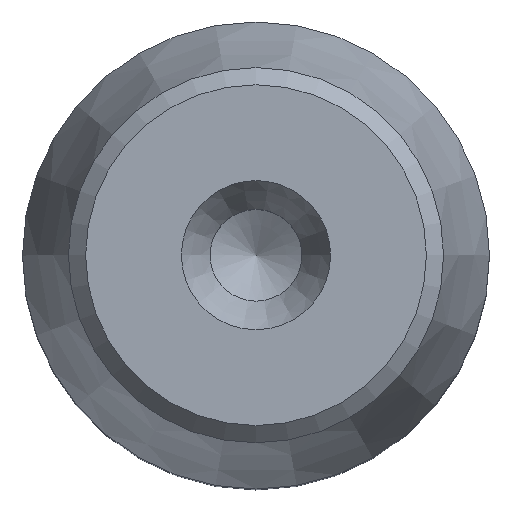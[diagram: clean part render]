
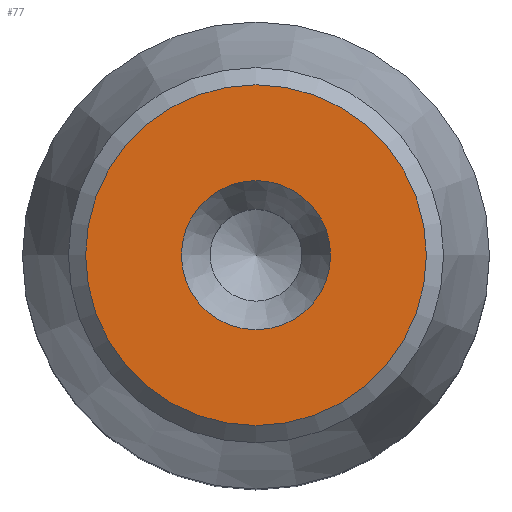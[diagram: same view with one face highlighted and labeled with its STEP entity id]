
A CAD part, top view. The second image highlights one B-rep face of the part: STEP entity #77.
In plain terms, the highlighted planar face has unit normal (0, 0, 1).
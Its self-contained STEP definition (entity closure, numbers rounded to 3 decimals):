
#77=ADVANCED_FACE('',(#124,#125),#94,.F.);
#94=PLANE('',#771);
#124=FACE_BOUND('',#159,.T.);
#125=FACE_BOUND('',#160,.T.);
#159=EDGE_LOOP('',(#201));
#160=EDGE_LOOP('',(#202));
#201=ORIENTED_EDGE('',*,*,#306,.F.);
#202=ORIENTED_EDGE('',*,*,#303,.F.);
#269=VERTEX_POINT('',#1038);
#273=VERTEX_POINT('',#1048);
#303=EDGE_CURVE('',#269,#269,#343,.T.);
#306=EDGE_CURVE('',#273,#273,#346,.T.);
#343=CIRCLE('',#763,2.97);
#346=CIRCLE('',#769,1.3);
#763=AXIS2_PLACEMENT_3D('',#1037,#877,#878);
#769=AXIS2_PLACEMENT_3D('',#1047,#889,#890);
#771=AXIS2_PLACEMENT_3D('',#1050,#893,#894);
#877=DIRECTION('',(0.,0.,-1.));
#878=DIRECTION('',(-1.,0.,0.));
#889=DIRECTION('',(0.,0.,1.));
#890=DIRECTION('',(-1.,0.,0.));
#893=DIRECTION('',(0.,0.,-1.));
#894=DIRECTION('',(-1.,0.,0.));
#1037=CARTESIAN_POINT('',(0.,0.,70.));
#1038=CARTESIAN_POINT('',(-2.97,0.,70.));
#1047=CARTESIAN_POINT('',(0.,0.,70.));
#1048=CARTESIAN_POINT('',(-1.3,0.,70.));
#1050=CARTESIAN_POINT('',(0.,0.,70.));
